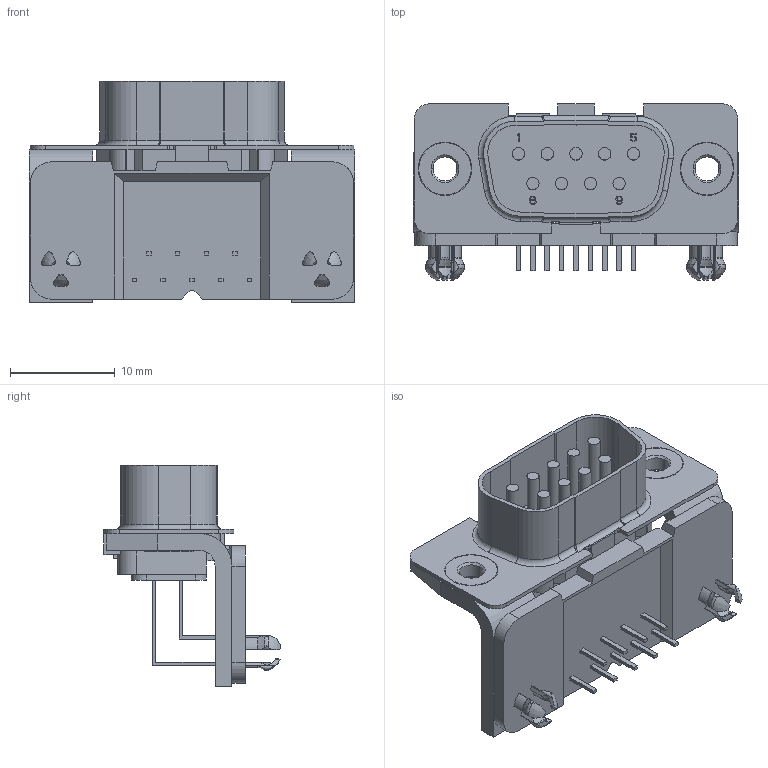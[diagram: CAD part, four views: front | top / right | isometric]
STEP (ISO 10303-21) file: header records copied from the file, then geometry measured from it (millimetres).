
FILE_DESCRIPTION((''),'2;1');
FILE_NAME('C-1-338168-2','2012-09-27T',('workeradm'),('Tyco Electronics Ltd.'),'PRO/ENGINEER BY PARAMETRIC TECHNOLOGY CORPORATION, 2010430','PRO/ENGINEER BY PARAMETRIC TECHNOLOGY CORPORATION, 2010430','');
FILE_SCHEMA(('AUTOMOTIVE_DESIGN { 1 0 10303 214 1 1 1 1 }'));
Length unit declared in the file: millimetre
Products named in the file (1): C-1-338168-2
Bounding box: 31.09 x 16.8 x 21.1 mm (x, y, z)
Volume: 1940.3 mm3; surface area: 3554.1 mm2
Topology: 1 solids, 3 shells, 699 faces, 1944 edges, 1284 vertices
Faces by surface type: plane 485, cylinder 144, cone 30, torus 28, bspline 12
Entity records: 23810 total; most frequent: CARTESIAN_POINT 5626, ORIENTED_EDGE 3888, DIRECTION 3460, EDGE_CURVE 1944, VECTOR 1474, LINE 1474, VERTEX_POINT 1284, AXIS2_PLACEMENT_3D 993
